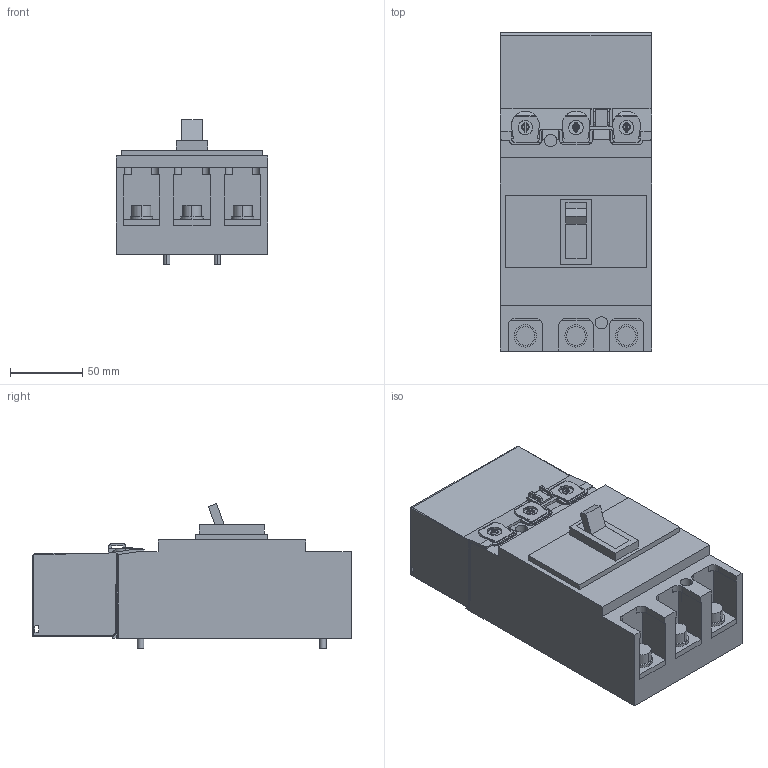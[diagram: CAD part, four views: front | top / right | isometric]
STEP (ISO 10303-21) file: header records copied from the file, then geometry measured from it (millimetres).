
FILE_DESCRIPTION(('CoCreate Modeling STEP Export'),'2;1');
FILE_NAME('Ｓ２５０ＳＤ３Ｆ.stp','2016-03-31T13:37:17',(''),(''),'CoCreate Modeling STEP processor for AP214 (Solid Model)','CoCreate Modeling 17.0 01-Apr-2010 (C) Parametric Technology GmbH','');
FILE_SCHEMA(('AUTOMOTIVE_DESIGN { 1 0 10303 214 1 1 1 1 }'));
Length unit declared in the file: millimetre
Products named in the file (6): P3.5; P2.1; P4; P1; P2; Ｓ２５０ＳＤ３Ｆ
Assembly tree (10 placements, depth 2):
  Ｓ２５０ＳＤ３Ｆ
    P2
    P1
    P3.5  x6
    P4
    P2.1
Bounding box: 105 x 220 x 100.13 mm (x, y, z)
Volume: 1142204.9 mm3; surface area: 143618.8 mm2
Topology: 10 solids, 10 shells, 617 faces, 1628 edges, 1054 vertices
Faces by surface type: plane 415, cylinder 175, sphere 15, torus 6, bspline 6
Entity records: 18957 total; most frequent: CARTESIAN_POINT 5597, ORIENTED_EDGE 2930, DIRECTION 2499, EDGE_CURVE 1465, VECTOR 1069, LINE 1069, VERTEX_POINT 954, AXIS2_PLACEMENT_3D 715
